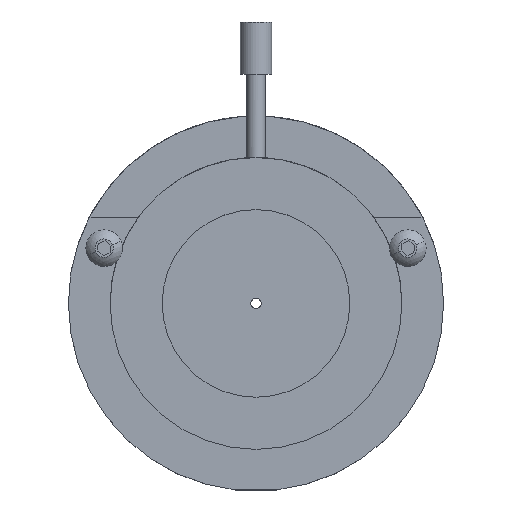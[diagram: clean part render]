
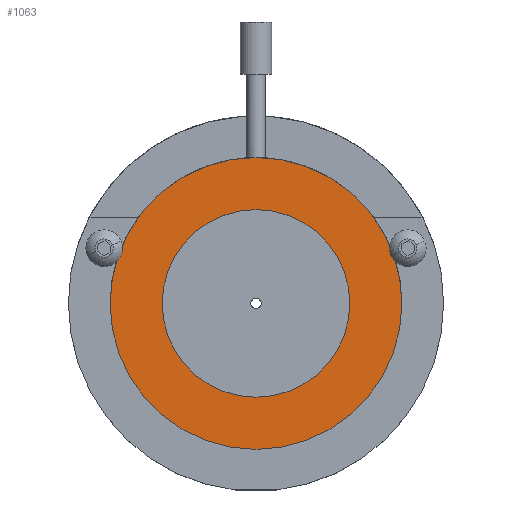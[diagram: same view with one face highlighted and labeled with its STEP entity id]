
A CAD part, top view. The second image highlights one B-rep face of the part: STEP entity #1063.
In plain terms, the highlighted planar face has unit normal (0, 0, 1).
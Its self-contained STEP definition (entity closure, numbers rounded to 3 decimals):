
#87 = ORIENTED_EDGE ( 'NONE', *, *, #2009, .T. ) ;
#101 = CARTESIAN_POINT ( 'NONE',  ( 14., 0., 6. ) ) ;
#245 = CARTESIAN_POINT ( 'NONE',  ( -9., 0., 6. ) ) ;
#253 = VERTEX_POINT ( 'NONE', #245 ) ;
#328 = DIRECTION ( 'NONE',  ( 1., 0., 0. ) ) ;
#340 = CARTESIAN_POINT ( 'NONE',  ( 0., 0., 6. ) ) ;
#416 = FACE_OUTER_BOUND ( 'NONE', #1829, .T. ) ;
#434 = AXIS2_PLACEMENT_3D ( 'NONE', #2679, #1382, #328 ) ;
#482 = FACE_BOUND ( 'NONE', #1955, .T. ) ;
#570 = DIRECTION ( 'NONE',  ( 1., 0., 0. ) ) ;
#755 = VERTEX_POINT ( 'NONE', #2529 ) ;
#877 = ORIENTED_EDGE ( 'NONE', *, *, #2732, .T. ) ;
#884 = DIRECTION ( 'NONE',  ( 0., 0., 1. ) ) ;
#978 = VERTEX_POINT ( 'NONE', #101 ) ;
#1063 = ADVANCED_FACE ( 'NONE', ( #482, #416 ), #2238, .T. ) ;
#1140 = CARTESIAN_POINT ( 'NONE',  ( 0., 0., 6. ) ) ;
#1165 = EDGE_CURVE ( 'NONE', #253, #1846, #1199, .T. ) ;
#1199 = CIRCLE ( 'NONE', #1690, 9. ) ;
#1287 = CIRCLE ( 'NONE', #2175, 14. ) ;
#1320 = AXIS2_PLACEMENT_3D ( 'NONE', #1760, #2371, #2046 ) ;
#1351 = CIRCLE ( 'NONE', #434, 9. ) ;
#1382 = DIRECTION ( 'NONE',  ( 0., 0., 1. ) ) ;
#1601 = CARTESIAN_POINT ( 'NONE',  ( 0., 0., 6. ) ) ;
#1606 = CIRCLE ( 'NONE', #1320, 14. ) ;
#1690 = AXIS2_PLACEMENT_3D ( 'NONE', #1140, #884, #2474 ) ;
#1760 = CARTESIAN_POINT ( 'NONE',  ( 0., 0., 6. ) ) ;
#1829 = EDGE_LOOP ( 'NONE', ( #877, #87 ) ) ;
#1846 = VERTEX_POINT ( 'NONE', #2578 ) ;
#1893 = DIRECTION ( 'NONE',  ( 0., 0., 1. ) ) ;
#1955 = EDGE_LOOP ( 'NONE', ( #2382, #2020 ) ) ;
#2009 = EDGE_CURVE ( 'NONE', #978, #755, #1287, .T. ) ;
#2020 = ORIENTED_EDGE ( 'NONE', *, *, #1165, .F. ) ;
#2046 = DIRECTION ( 'NONE',  ( 1., 0., 0. ) ) ;
#2156 = EDGE_CURVE ( 'NONE', #1846, #253, #1351, .T. ) ;
#2175 = AXIS2_PLACEMENT_3D ( 'NONE', #340, #1893, #570 ) ;
#2238 = PLANE ( 'NONE',  #2662 ) ;
#2371 = DIRECTION ( 'NONE',  ( 0., 0., 1. ) ) ;
#2382 = ORIENTED_EDGE ( 'NONE', *, *, #2156, .F. ) ;
#2474 = DIRECTION ( 'NONE',  ( 1., 0., 0. ) ) ;
#2529 = CARTESIAN_POINT ( 'NONE',  ( -14., 0., 6. ) ) ;
#2578 = CARTESIAN_POINT ( 'NONE',  ( 9., 0., 6. ) ) ;
#2639 = DIRECTION ( 'NONE',  ( 1., 0., 0. ) ) ;
#2662 = AXIS2_PLACEMENT_3D ( 'NONE', #1601, #2668, #2639 ) ;
#2668 = DIRECTION ( 'NONE',  ( 0., 0., 1. ) ) ;
#2679 = CARTESIAN_POINT ( 'NONE',  ( 0., 0., 6. ) ) ;
#2732 = EDGE_CURVE ( 'NONE', #755, #978, #1606, .T. ) ;
